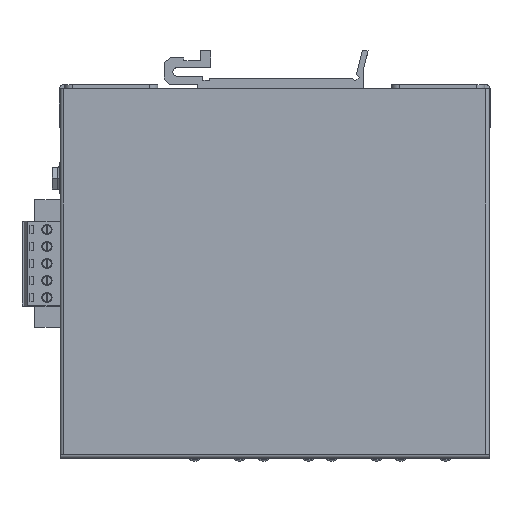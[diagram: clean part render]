
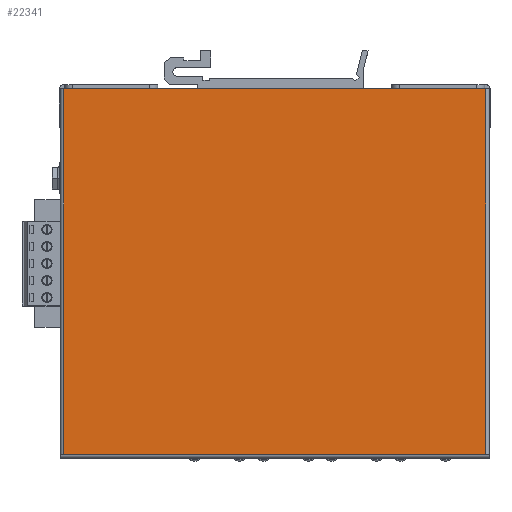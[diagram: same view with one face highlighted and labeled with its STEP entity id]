
A CAD part, top view. The second image highlights one B-rep face of the part: STEP entity #22341.
In plain terms, the highlighted planar face has unit normal (0, 0, 1).
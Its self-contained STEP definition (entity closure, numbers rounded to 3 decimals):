
#12987=DIRECTION('',(-1.,0.,0.));
#12988=VECTOR('',#12987,99.4);
#12989=CARTESIAN_POINT('',(10825.459,-2036.567,
41.));
#12990=LINE('',#12989,#12988);
#13101=DIRECTION('',(0.,-1.,0.));
#13102=VECTOR('',#13101,0.1);
#13103=CARTESIAN_POINT('',(10825.459,-2036.467,
41.));
#13104=LINE('',#13103,#13102);
#13109=DIRECTION('',(0.,-1.,0.));
#13110=VECTOR('',#13109,0.1);
#13111=CARTESIAN_POINT('',(10726.059,-2036.467,
41.));
#13112=LINE('',#13111,#13110);
#13113=DIRECTION('',(-1.,0.,0.));
#13114=VECTOR('',#13113,99.4);
#13115=CARTESIAN_POINT('',(10825.459,-1950.367,
41.));
#13116=LINE('',#13115,#13114);
#13117=DIRECTION('',(0.,-1.,0.));
#13118=VECTOR('',#13117,86.1);
#13119=CARTESIAN_POINT('',(10825.459,-1950.367,
41.));
#13120=LINE('',#13119,#13118);
#13411=DIRECTION('',(0.,1.,0.));
#13412=VECTOR('',#13411,86.1);
#13413=CARTESIAN_POINT('',(10726.059,-2036.467,
41.));
#13414=LINE('',#13413,#13412);
#19968=CARTESIAN_POINT('',(10825.459,-2036.567,
41.));
#19969=VERTEX_POINT('',#19968);
#19972=CARTESIAN_POINT('',(10726.059,-2036.567,
41.));
#19974=VERTEX_POINT('',#19972);
#20002=CARTESIAN_POINT('',(10726.059,-2036.467,
41.));
#20003=VERTEX_POINT('',#20002);
#20018=CARTESIAN_POINT('',(10825.459,-2036.467,
41.));
#20019=VERTEX_POINT('',#20018);
#20036=CARTESIAN_POINT('',(10825.459,-1950.367,
41.));
#20037=VERTEX_POINT('',#20036);
#20038=CARTESIAN_POINT('',(10726.059,-1950.367,
41.));
#20039=VERTEX_POINT('',#20038);
#22325=CARTESIAN_POINT('',(10775.759,-1993.867,
41.));
#22326=DIRECTION('',(0.,0.,1.));
#22327=DIRECTION('',(1.,0.,0.));
#22328=AXIS2_PLACEMENT_3D('',#22325,#22326,#22327);
#22329=PLANE('',#22328);
#22331=ORIENTED_EDGE('',*,*,#22330,.T.);
#22332=ORIENTED_EDGE('',*,*,#22318,.T.);
#22333=ORIENTED_EDGE('',*,*,#22192,.T.);
#22334=ORIENTED_EDGE('',*,*,#22287,.F.);
#22336=ORIENTED_EDGE('',*,*,#22335,.T.);
#22338=ORIENTED_EDGE('',*,*,#22337,.F.);
#22339=EDGE_LOOP('',(#22331,#22332,#22333,#22334,#22336,#22338));
#22340=FACE_OUTER_BOUND('',#22339,.F.);
#22192=EDGE_CURVE('',#19969,#19974,#12990,.T.);
#22287=EDGE_CURVE('',#20003,#19974,#13112,.T.);
#22318=EDGE_CURVE('',#20019,#19969,#13104,.T.);
#22330=EDGE_CURVE('',#20037,#20019,#13120,.T.);
#22335=EDGE_CURVE('',#20003,#20039,#13414,.T.);
#22337=EDGE_CURVE('',#20037,#20039,#13116,.T.);
#22341=ADVANCED_FACE('',(#22340),#22329,.T.);
